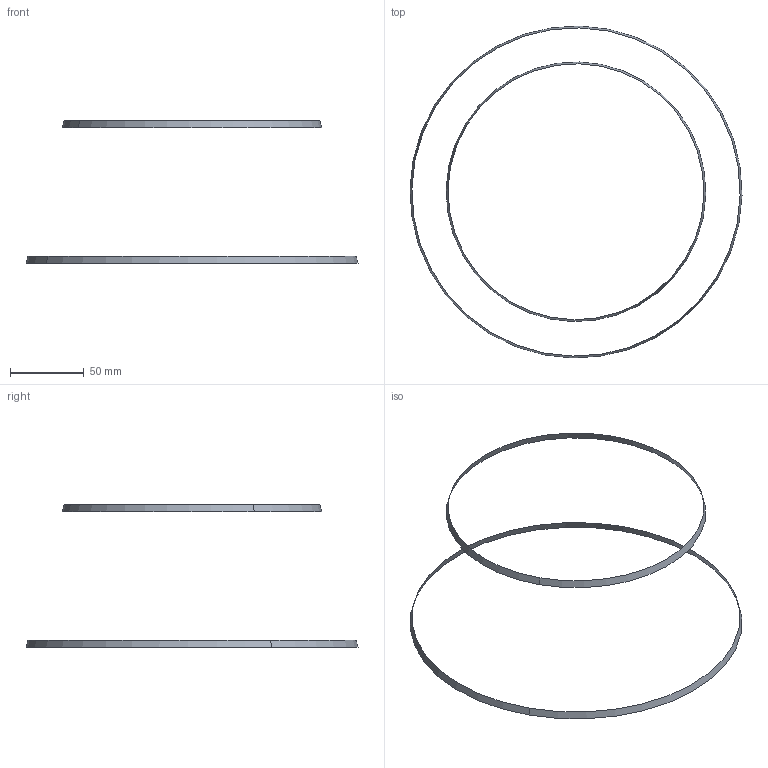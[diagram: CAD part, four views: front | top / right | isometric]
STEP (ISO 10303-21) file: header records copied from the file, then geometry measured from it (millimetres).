
FILE_DESCRIPTION(('CATIA V5 STEP Exchange'),'2;1');
FILE_NAME('R.stp','2021-11-28T20:38:40+00:00',('none'),('none'),'CATIA Version 5 Release 21 GA (IN-10)','CATIA V5 STEP AP203','none');
FILE_SCHEMA(('CONFIG_CONTROL_DESIGN'));
Length unit declared in the file: millimetre
Products named in the file (1): Cone_Uncutted
Bounding box: 225.45 x 225.45 x 96.59 mm (x, y, z)
Surface area: 6272 mm2 (no closed solid volume)
Topology: 0 solids, 2 shells, 4 faces, 12 edges, 8 vertices
Faces by surface type: cone 4
Entity records: 166 total; most frequent: CARTESIAN_POINT 23, DIRECTION 16, ORIENTED_EDGE 16, EDGE_CURVE 12, AXIS2_PLACEMENT_3D 11, CIRCLE 8, VERTEX_POINT 8, VECTOR 4
